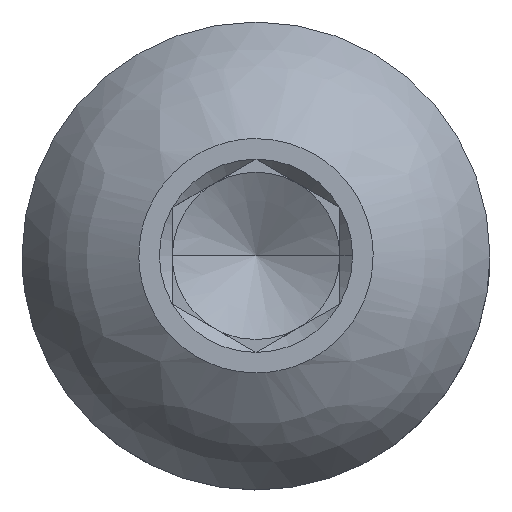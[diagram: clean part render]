
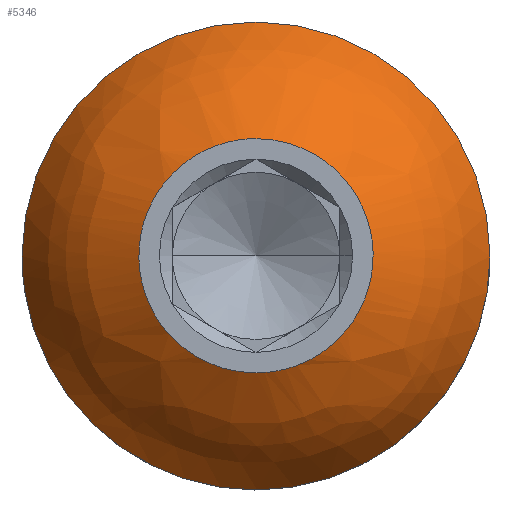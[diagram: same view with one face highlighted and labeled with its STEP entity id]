
A CAD part, top view. The second image highlights one B-rep face of the part: STEP entity #5346.
In plain terms, the highlighted free-form (B-spline) face has degree [3, 3] with [4, 4] control points.
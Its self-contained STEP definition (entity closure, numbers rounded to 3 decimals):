
#4711=AXIS2_PLACEMENT_3D('Circle Axis2P3D',#4709,#4710,$) ;
#4651=CARTESIAN_POINT('Vertex',(-5.55,0.,8.302)) ;
#4677=CARTESIAN_POINT('Vertex',(5.55,0.,8.302)) ;
#4681=CARTESIAN_POINT('Control Point',(5.55,0.,8.302)) ;
#4682=CARTESIAN_POINT('Control Point',(5.55,-0.872,8.302)) ;
#4683=CARTESIAN_POINT('Control Point',(5.379,-1.744,8.302)) ;
#4684=CARTESIAN_POINT('Control Point',(5.036,-2.57,8.302)) ;
#4685=CARTESIAN_POINT('Control Point',(4.045,-4.045,8.302)) ;
#4686=CARTESIAN_POINT('Control Point',(2.57,-5.036,8.302)) ;
#4687=CARTESIAN_POINT('Control Point',(1.744,-5.379,8.302)) ;
#4688=CARTESIAN_POINT('Control Point',(0.,-5.721,8.302)) ;
#4689=CARTESIAN_POINT('Control Point',(-1.744,-5.379,8.302)) ;
#4690=CARTESIAN_POINT('Control Point',(-2.57,-5.036,8.302)) ;
#4691=CARTESIAN_POINT('Control Point',(-4.045,-4.045,8.302)) ;
#4692=CARTESIAN_POINT('Control Point',(-5.036,-2.57,8.302)) ;
#4693=CARTESIAN_POINT('Control Point',(-5.379,-1.744,8.302)) ;
#4694=CARTESIAN_POINT('Control Point',(-5.55,-0.872,8.302)) ;
#4695=CARTESIAN_POINT('Control Point',(-5.55,0.,8.302)) ;
#4709=CARTESIAN_POINT('Axis2P3D Location',(0.,0.,8.302)) ;
#5239=CARTESIAN_POINT('Control Point',(0.,2.778,11.201)) ;
#5240=CARTESIAN_POINT('Control Point',(0.002,2.778,11.201)) ;
#5241=CARTESIAN_POINT('Control Point',(0.004,2.778,11.201)) ;
#5242=CARTESIAN_POINT('Control Point',(0.004,2.778,11.201)) ;
#5243=CARTESIAN_POINT('Control Point',(0.216,2.778,11.201)) ;
#5244=CARTESIAN_POINT('Control Point',(0.428,2.757,11.201)) ;
#5245=CARTESIAN_POINT('Control Point',(0.635,2.717,11.201)) ;
#5246=CARTESIAN_POINT('Control Point',(1.079,2.586,11.201)) ;
#5247=CARTESIAN_POINT('Control Point',(1.48,2.371,11.201)) ;
#5248=CARTESIAN_POINT('Control Point',(1.683,2.23,11.201)) ;
#5249=CARTESIAN_POINT('Control Point',(2.074,1.892,11.201)) ;
#5250=CARTESIAN_POINT('Control Point',(2.373,1.481,11.201)) ;
#5251=CARTESIAN_POINT('Control Point',(2.503,1.248,11.201)) ;
#5252=CARTESIAN_POINT('Control Point',(2.693,0.786,11.201)) ;
#5253=CARTESIAN_POINT('Control Point',(2.777,0.297,11.201)) ;
#5254=CARTESIAN_POINT('Control Point',(2.792,0.063,11.201)) ;
#5255=CARTESIAN_POINT('Control Point',(2.772,-0.448,11.201)) ;
#5256=CARTESIAN_POINT('Control Point',(2.635,-0.945,11.201)) ;
#5257=CARTESIAN_POINT('Control Point',(2.526,-1.206,11.201)) ;
#5258=CARTESIAN_POINT('Control Point',(2.296,-1.608,11.201)) ;
#5259=CARTESIAN_POINT('Control Point',(1.985,-1.957,11.201)) ;
#5260=CARTESIAN_POINT('Control Point',(1.852,-2.083,11.201)) ;
#5261=CARTESIAN_POINT('Control Point',(1.576,-2.306,11.201)) ;
#5262=CARTESIAN_POINT('Control Point',(1.262,-2.484,11.201)) ;
#5263=CARTESIAN_POINT('Control Point',(1.104,-2.559,11.201)) ;
#5264=CARTESIAN_POINT('Control Point',(0.794,-2.675,11.201)) ;
#5265=CARTESIAN_POINT('Control Point',(0.468,-2.745,11.201)) ;
#5266=CARTESIAN_POINT('Control Point',(0.313,-2.767,11.201)) ;
#5267=CARTESIAN_POINT('Control Point',(0.156,-2.778,11.201)) ;
#5268=CARTESIAN_POINT('Control Point',(0.,-2.778,11.201)) ;
#5269=CARTESIAN_POINT('Vertex',(0.,2.778,11.201)) ;
#5271=CARTESIAN_POINT('Vertex',(0.,-2.778,11.201)) ;
#5275=CARTESIAN_POINT('Control Point',(0.,-2.778,11.201)) ;
#5276=CARTESIAN_POINT('Control Point',(-0.002,-2.778,11.201)) ;
#5277=CARTESIAN_POINT('Control Point',(-0.004,-2.778,11.201)) ;
#5278=CARTESIAN_POINT('Control Point',(-0.004,-2.778,11.201)) ;
#5279=CARTESIAN_POINT('Control Point',(-0.216,-2.778,11.201)) ;
#5280=CARTESIAN_POINT('Control Point',(-0.428,-2.757,11.201)) ;
#5281=CARTESIAN_POINT('Control Point',(-0.635,-2.717,11.201)) ;
#5282=CARTESIAN_POINT('Control Point',(-1.078,-2.586,11.201)) ;
#5283=CARTESIAN_POINT('Control Point',(-1.48,-2.371,11.201)) ;
#5284=CARTESIAN_POINT('Control Point',(-1.683,-2.23,11.201)) ;
#5285=CARTESIAN_POINT('Control Point',(-2.074,-1.892,11.201)) ;
#5286=CARTESIAN_POINT('Control Point',(-2.373,-1.482,11.201)) ;
#5287=CARTESIAN_POINT('Control Point',(-2.503,-1.249,11.201)) ;
#5288=CARTESIAN_POINT('Control Point',(-2.693,-0.786,11.201)) ;
#5289=CARTESIAN_POINT('Control Point',(-2.777,-0.297,11.201)) ;
#5290=CARTESIAN_POINT('Control Point',(-2.792,-0.064,11.201)) ;
#5291=CARTESIAN_POINT('Control Point',(-2.772,0.448,11.201)) ;
#5292=CARTESIAN_POINT('Control Point',(-2.635,0.945,11.201)) ;
#5293=CARTESIAN_POINT('Control Point',(-2.526,1.206,11.201)) ;
#5294=CARTESIAN_POINT('Control Point',(-2.296,1.608,11.201)) ;
#5295=CARTESIAN_POINT('Control Point',(-1.984,1.957,11.201)) ;
#5296=CARTESIAN_POINT('Control Point',(-1.852,2.083,11.201)) ;
#5297=CARTESIAN_POINT('Control Point',(-1.575,2.306,11.201)) ;
#5298=CARTESIAN_POINT('Control Point',(-1.262,2.484,11.201)) ;
#5299=CARTESIAN_POINT('Control Point',(-1.104,2.559,11.201)) ;
#5300=CARTESIAN_POINT('Control Point',(-0.794,2.675,11.201)) ;
#5301=CARTESIAN_POINT('Control Point',(-0.468,2.745,11.201)) ;
#5302=CARTESIAN_POINT('Control Point',(-0.313,2.767,11.201)) ;
#5303=CARTESIAN_POINT('Control Point',(-0.156,2.778,11.201)) ;
#5304=CARTESIAN_POINT('Control Point',(0.,2.778,11.201)) ;
#5322=CARTESIAN_POINT('Control Point',(-2.164,5.624,6.716)) ;
#5323=CARTESIAN_POINT('Control Point',(-1.203,5.624,8.914)) ;
#5324=CARTESIAN_POINT('Control Point',(1.196,5.624,8.917)) ;
#5325=CARTESIAN_POINT('Control Point',(2.161,5.624,6.721)) ;
#5326=CARTESIAN_POINT('Control Point',(-7.486,3.187,9.041)) ;
#5327=CARTESIAN_POINT('Control Point',(-4.162,3.187,16.647)) ;
#5328=CARTESIAN_POINT('Control Point',(4.138,3.187,16.657)) ;
#5329=CARTESIAN_POINT('Control Point',(7.478,3.187,9.058)) ;
#5330=CARTESIAN_POINT('Control Point',(-7.512,-3.112,9.053)) ;
#5331=CARTESIAN_POINT('Control Point',(-4.177,-3.112,16.685)) ;
#5332=CARTESIAN_POINT('Control Point',(4.152,-3.112,16.695)) ;
#5333=CARTESIAN_POINT('Control Point',(7.504,-3.112,9.07)) ;
#5334=CARTESIAN_POINT('Control Point',(-2.21,-5.603,6.737)) ;
#5335=CARTESIAN_POINT('Control Point',(-1.229,-5.603,8.982)) ;
#5336=CARTESIAN_POINT('Control Point',(1.222,-5.603,8.985)) ;
#5337=CARTESIAN_POINT('Control Point',(2.208,-5.603,6.742)) ;
#4710=DIRECTION('Axis2P3D Direction',(0.,0.,1.)) ;
#5339=ORIENTED_EDGE('',*,*,#4696,.F.) ;
#5340=ORIENTED_EDGE('',*,*,#4713,.F.) ;
#5343=ORIENTED_EDGE('',*,*,#5273,.T.) ;
#5344=ORIENTED_EDGE('',*,*,#5305,.T.) ;
#5345=FACE_BOUND('',#5342,.T.) ;
#5346=ADVANCED_FACE('Revolve2',(#5341,#5345),#5321,.T.) ;
#4680=B_SPLINE_CURVE_WITH_KNOTS('',5,(#4681,#4682,#4683,#4684,#4685,#4686,#4687,#4688,#4689,#4690,#4691,#4692,#4693,#4694,#4695),.UNSPECIFIED.,.F.,.U.,(6,3,3,3,6),(-8.718,-4.359,0.,4.359,8.718),.UNSPECIFIED.) ;
#5238=B_SPLINE_CURVE_WITH_KNOTS('',5,(#5239,#5240,#5241,#5242,#5243,#5244,#5245,#5246,#5247,#5248,#5249,#5250,#5251,#5252,#5253,#5254,#5255,#5256,#5257,#5258,#5259,#5260,#5261,#5262,#5263,#5264,#5265,#5266,#5267,#5268),.UNSPECIFIED.,.F.,.U.,(6,3,3,3,3,3,3,3,3,6),(0.,0.011,1.603,3.528,5.682,7.599,9.892,11.343,12.694,13.877),.UNSPECIFIED.) ;
#5274=B_SPLINE_CURVE_WITH_KNOTS('',5,(#5275,#5276,#5277,#5278,#5279,#5280,#5281,#5282,#5283,#5284,#5285,#5286,#5287,#5288,#5289,#5290,#5291,#5292,#5293,#5294,#5295,#5296,#5297,#5298,#5299,#5300,#5301,#5302,#5303,#5304),.UNSPECIFIED.,.F.,.U.,(6,3,3,3,3,3,3,3,3,6),(0.,0.011,1.603,3.528,5.684,7.601,9.893,11.344,12.694,13.876),.UNSPECIFIED.) ;
#4712=CIRCLE('generated circle',#4711,5.55) ;
#4696=EDGE_CURVE('',#4678,#4652,#4680,.T.) ;
#4713=EDGE_CURVE('',#4652,#4678,#4712,.F.) ;
#5273=EDGE_CURVE('',#5270,#5272,#5238,.T.) ;
#5305=EDGE_CURVE('',#5272,#5270,#5274,.T.) ;
#5338=EDGE_LOOP('',(#5339,#5340)) ;
#5342=EDGE_LOOP('',(#5343,#5344)) ;
#5341=FACE_OUTER_BOUND('',#5338,.T.) ;
#4652=VERTEX_POINT('',#4651) ;
#4678=VERTEX_POINT('',#4677) ;
#5270=VERTEX_POINT('',#5269) ;
#5272=VERTEX_POINT('',#5271) ;
#5321=(BOUNDED_SURFACE()B_SPLINE_SURFACE(3,3,((#5322,#5323,#5324,#5325),(#5326,#5327,#5328,#5329),(#5330,#5331,#5332,#5333),(#5334,#5335,#5336,#5337)),.UNSPECIFIED.,.F.,.F.,.U.)B_SPLINE_SURFACE_WITH_KNOTS((4,4),(4,4),(0.,21.221),(0.,16.109),.UNSPECIFIED.)GEOMETRIC_REPRESENTATION_ITEM()RATIONAL_B_SPLINE_SURFACE(((1.,0.601,0.601,1.),(0.594,0.357,0.357,0.594),(0.594,0.357,0.357,0.594),(1.,0.601,0.601,1.)))REPRESENTATION_ITEM('Rational BSpline Surface')SURFACE()) ;
